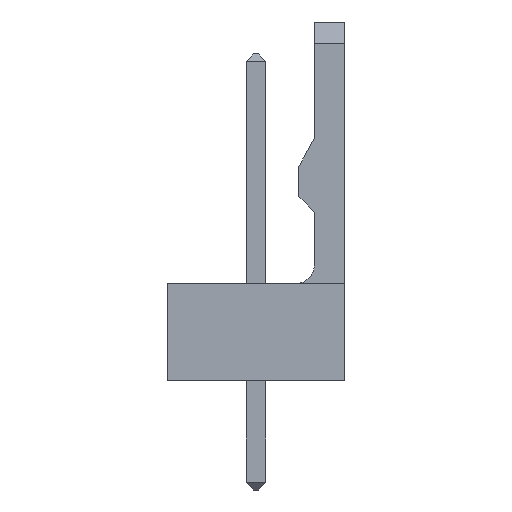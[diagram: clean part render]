
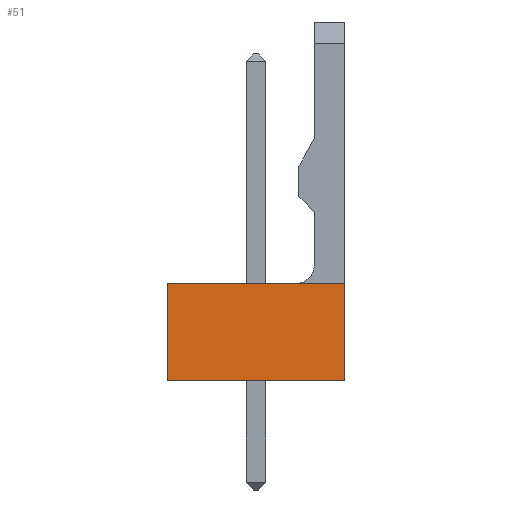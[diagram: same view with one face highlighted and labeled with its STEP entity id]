
A CAD part, left-side view. The second image highlights one B-rep face of the part: STEP entity #51.
In plain terms, the highlighted planar face has unit normal (-1, 0, 0).
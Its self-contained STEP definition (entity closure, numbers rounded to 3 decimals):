
#12=DIRECTION('',(0.,0.,1.));
#20=EDGE_CURVE('',#21,#23,#25,.T.);
#21=VERTEX_POINT('',#22);
#22=CARTESIAN_POINT('',(-1.27,2.9,0.));
#23=VERTEX_POINT('',#24);
#24=CARTESIAN_POINT('',(-1.27,-2.9,0.));
#25=LINE('',#22,#26);
#26=VECTOR('',#27,1.);
#27=DIRECTION('',(0.,-1.,0.));
#34=DIRECTION('',(1.,0.,0.));
#51=ADVANCED_FACE('',(#52),#69,.F.);
#52=FACE_BOUND('',#53,.F.);
#53=EDGE_LOOP('',(#54,#60,#65,#68));
#54=ORIENTED_EDGE('',*,*,#55,.T.);
#55=EDGE_CURVE('',#21,#56,#58,.T.);
#56=VERTEX_POINT('',#57);
#57=CARTESIAN_POINT('',(-1.27,2.9,3.17));
#58=LINE('',#22,#59);
#59=VECTOR('',#12,1.);
#60=ORIENTED_EDGE('',*,*,#61,.T.);
#61=EDGE_CURVE('',#56,#62,#64,.T.);
#62=VERTEX_POINT('',#63);
#63=CARTESIAN_POINT('',(-1.27,-2.9,3.17));
#64=LINE('',#57,#26);
#65=ORIENTED_EDGE('',*,*,#66,.F.);
#66=EDGE_CURVE('',#23,#62,#67,.T.);
#67=LINE('',#24,#59);
#68=ORIENTED_EDGE('',*,*,#20,.F.);
#69=PLANE('',#70);
#70=AXIS2_PLACEMENT_3D('',#22,#34,#27);
